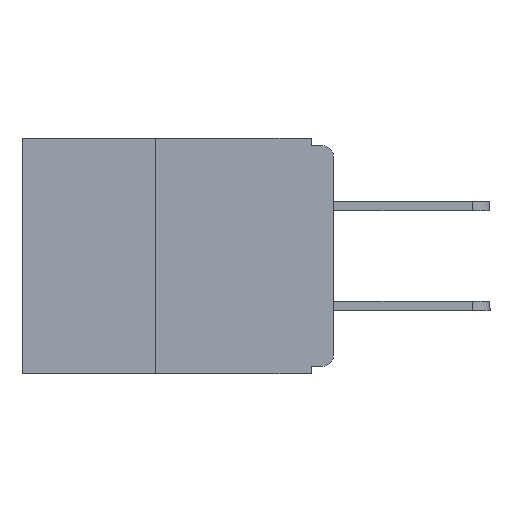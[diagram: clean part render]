
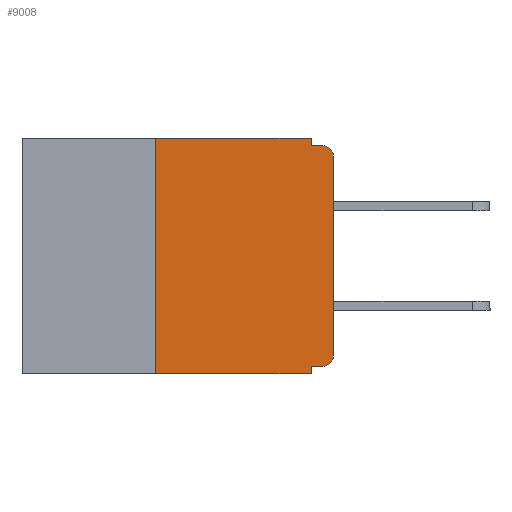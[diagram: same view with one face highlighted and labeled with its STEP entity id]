
A CAD part, left-side view. The second image highlights one B-rep face of the part: STEP entity #9008.
In plain terms, the highlighted planar face has unit normal (-1, 0, 0).
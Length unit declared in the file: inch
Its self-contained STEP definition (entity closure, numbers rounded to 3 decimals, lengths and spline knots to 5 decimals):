
#37 = CIRCLE ( 'NONE', #2825, 0.015 ) ;
#147 = DIRECTION ( 'NONE',  ( 0., 0., -1. ) ) ;
#152 = DIRECTION ( 'NONE',  ( -1., 0., 0. ) ) ;
#194 = LINE ( 'NONE', #248, #5000 ) ;
#220 = CARTESIAN_POINT ( 'NONE',  ( 0., 0.015, -0.305 ) ) ;
#248 = CARTESIAN_POINT ( 'NONE',  ( 0., 0.437, 0. ) ) ;
#497 = VECTOR ( 'NONE', #6135, 39.37008 ) ;
#572 = LINE ( 'NONE', #10312, #497 ) ;
#855 = VERTEX_POINT ( 'NONE', #2923 ) ;
#1165 = DIRECTION ( 'NONE',  ( 0., -1., 0. ) ) ;
#1396 = ORIENTED_EDGE ( 'NONE', *, *, #11422, .T. ) ;
#1628 = EDGE_CURVE ( 'NONE', #6252, #855, #2392, .T. ) ;
#1709 = ORIENTED_EDGE ( 'NONE', *, *, #4345, .T. ) ;
#2216 = EDGE_CURVE ( 'NONE', #7273, #4556, #572, .T. ) ;
#2296 = CIRCLE ( 'NONE', #2625, 0.015 ) ;
#2299 = CARTESIAN_POINT ( 'NONE',  ( 0., 0., -0.32 ) ) ;
#2315 = DIRECTION ( 'NONE',  ( 0., 1., 0. ) ) ;
#2392 = LINE ( 'NONE', #13236, #2404 ) ;
#2404 = VECTOR ( 'NONE', #7855, 39.37008 ) ;
#2595 = VECTOR ( 'NONE', #2315, 39.37008 ) ;
#2612 = LINE ( 'NONE', #2299, #2595 ) ;
#2625 = AXIS2_PLACEMENT_3D ( 'NONE', #220, #152, #147 ) ;
#2667 = VERTEX_POINT ( 'NONE', #13041 ) ;
#2788 = CARTESIAN_POINT ( 'NONE',  ( 0., 0.437, -0.33 ) ) ;
#2825 = AXIS2_PLACEMENT_3D ( 'NONE', #12360, #12333, #12312 ) ;
#2873 = VERTEX_POINT ( 'NONE', #8298 ) ;
#2923 = CARTESIAN_POINT ( 'NONE',  ( 0., 0.031, -0.01 ) ) ;
#2993 = EDGE_CURVE ( 'NONE', #855, #3544, #11645, .T. ) ;
#3410 = EDGE_CURVE ( 'NONE', #6436, #2667, #10278, .T. ) ;
#3544 = VERTEX_POINT ( 'NONE', #7625 ) ;
#3610 = DIRECTION ( 'NONE',  ( 0., 0., -1. ) ) ;
#3633 = DIRECTION ( 'NONE',  ( 1., 0., 0. ) ) ;
#3647 = PLANE ( 'NONE',  #7437 ) ;
#3656 = CARTESIAN_POINT ( 'NONE',  ( 0., 0.25, 0. ) ) ;
#3676 = CARTESIAN_POINT ( 'NONE',  ( 0., 0.437, 0. ) ) ;
#4128 = ORIENTED_EDGE ( 'NONE', *, *, #3410, .T. ) ;
#4345 = EDGE_CURVE ( 'NONE', #7273, #2873, #6613, .T. ) ;
#4556 = VERTEX_POINT ( 'NONE', #3656 ) ;
#4716 = ORIENTED_EDGE ( 'NONE', *, *, #7545, .F. ) ;
#5000 = VECTOR ( 'NONE', #1165, 39.37008 ) ;
#5086 = ORIENTED_EDGE ( 'NONE', *, *, #10238, .F. ) ;
#5304 = EDGE_LOOP ( 'NONE', ( #4128, #7033, #7410, #8101, #8749, #11147, #1709, #4716, #5086, #1396 ) ) ;
#5701 = CARTESIAN_POINT ( 'NONE',  ( 0., 0.25, -0.33 ) ) ;
#5736 = CARTESIAN_POINT ( 'NONE',  ( 0., 0., 0. ) ) ;
#6135 = DIRECTION ( 'NONE',  ( 0., 0., 1. ) ) ;
#6252 = VERTEX_POINT ( 'NONE', #13264 ) ;
#6436 = VERTEX_POINT ( 'NONE', #10753 ) ;
#6613 = LINE ( 'NONE', #2788, #6671 ) ;
#6671 = VECTOR ( 'NONE', #8059, 39.37008 ) ;
#6817 = FACE_OUTER_BOUND ( 'NONE', #5304, .T. ) ;
#7033 = ORIENTED_EDGE ( 'NONE', *, *, #10880, .T. ) ;
#7273 = VERTEX_POINT ( 'NONE', #5701 ) ;
#7410 = ORIENTED_EDGE ( 'NONE', *, *, #2993, .F. ) ;
#7437 = AXIS2_PLACEMENT_3D ( 'NONE', #3676, #3633, #3610 ) ;
#7545 = EDGE_CURVE ( 'NONE', #9491, #2873, #11442, .T. ) ;
#7625 = CARTESIAN_POINT ( 'NONE',  ( 0., 0.015, -0.01 ) ) ;
#7855 = DIRECTION ( 'NONE',  ( 0., 0., -1. ) ) ;
#8059 = DIRECTION ( 'NONE',  ( 0., -1., 0. ) ) ;
#8101 = ORIENTED_EDGE ( 'NONE', *, *, #1628, .F. ) ;
#8298 = CARTESIAN_POINT ( 'NONE',  ( 0., 0.031, -0.33 ) ) ;
#8352 = VERTEX_POINT ( 'NONE', #11400 ) ;
#8749 = ORIENTED_EDGE ( 'NONE', *, *, #11843, .F. ) ;
#9008 = ADVANCED_FACE ( 'NONE', ( #6817 ), #3647, .F. ) ;
#9491 = VERTEX_POINT ( 'NONE', #10466 ) ;
#10238 = EDGE_CURVE ( 'NONE', #8352, #9491, #2612, .T. ) ;
#10262 = VECTOR ( 'NONE', #13233, 39.37008 ) ;
#10278 = LINE ( 'NONE', #5736, #10262 ) ;
#10286 = DIRECTION ( 'NONE',  ( 0., 0., -1. ) ) ;
#10312 = CARTESIAN_POINT ( 'NONE',  ( 0., 0.25, -0.33 ) ) ;
#10360 = CARTESIAN_POINT ( 'NONE',  ( 0., 0.031, -0.33 ) ) ;
#10433 = CARTESIAN_POINT ( 'NONE',  ( 0., 0., -0.01 ) ) ;
#10466 = CARTESIAN_POINT ( 'NONE',  ( 0., 0.031, -0.32 ) ) ;
#10753 = CARTESIAN_POINT ( 'NONE',  ( 0., 0., -0.305 ) ) ;
#10880 = EDGE_CURVE ( 'NONE', #2667, #3544, #37, .T. ) ;
#11147 = ORIENTED_EDGE ( 'NONE', *, *, #2216, .F. ) ;
#11182 = DIRECTION ( 'NONE',  ( 0., -1., 0. ) ) ;
#11400 = CARTESIAN_POINT ( 'NONE',  ( 0., 0.015, -0.32 ) ) ;
#11405 = VECTOR ( 'NONE', #10286, 39.37008 ) ;
#11422 = EDGE_CURVE ( 'NONE', #8352, #6436, #2296, .T. ) ;
#11442 = LINE ( 'NONE', #10360, #11405 ) ;
#11628 = VECTOR ( 'NONE', #11182, 39.37008 ) ;
#11645 = LINE ( 'NONE', #10433, #11628 ) ;
#11843 = EDGE_CURVE ( 'NONE', #4556, #6252, #194, .T. ) ;
#12312 = DIRECTION ( 'NONE',  ( 0., 0., -1. ) ) ;
#12333 = DIRECTION ( 'NONE',  ( -1., 0., 0. ) ) ;
#12360 = CARTESIAN_POINT ( 'NONE',  ( 0., 0.015, -0.025 ) ) ;
#13041 = CARTESIAN_POINT ( 'NONE',  ( 0., 0., -0.025 ) ) ;
#13233 = DIRECTION ( 'NONE',  ( 0., 0., 1. ) ) ;
#13236 = CARTESIAN_POINT ( 'NONE',  ( 0., 0.031, 0. ) ) ;
#13264 = CARTESIAN_POINT ( 'NONE',  ( 0., 0.031, 0. ) ) ;
